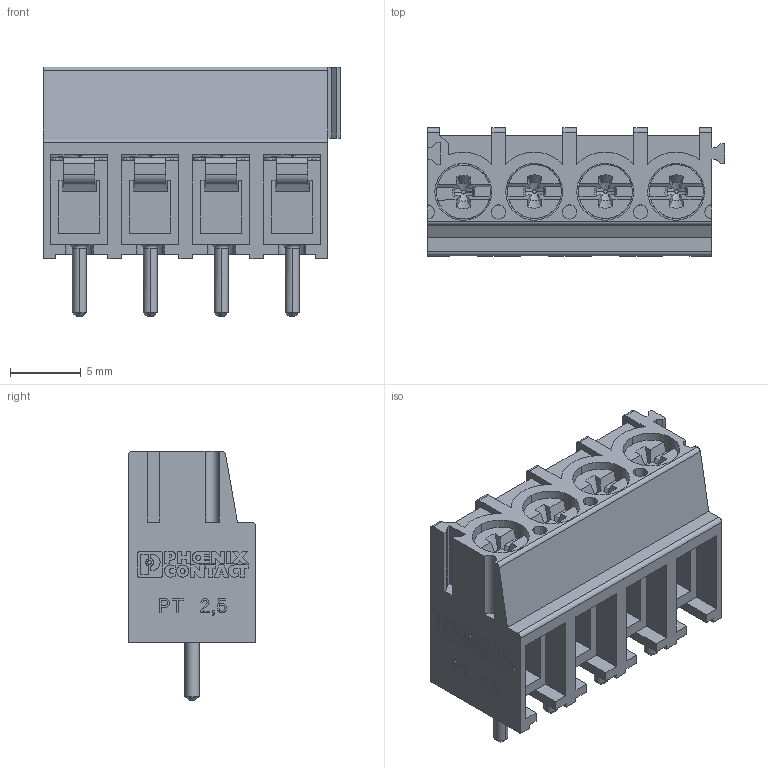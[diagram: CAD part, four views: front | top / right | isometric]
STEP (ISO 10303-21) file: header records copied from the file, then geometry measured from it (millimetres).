
FILE_DESCRIPTION(('STEP AP214'),'1');
FILE_NAME('cctmp_FE48ECC7-C248-4C7C-B888-73F32F807B7D_2023_03_20_10_21_34_0095_12476..stp','2023-03-20T10:21:34',('PHOENIX CONTACT Deutschland GmbH'),('CADClick - www.CADClick.com'),'Spatial InterOp 3D',' ','unknown authorization');
FILE_SCHEMA(('AUTOMOTIVE_DESIGN'));
Length unit declared in the file: millimetre
Products named in the file (10): 2023_03_20_10_21_33_0658; 2023_03_20_10_21_34_0095; 2023_03_20_10_21_34_0080; 2023_03_20_10_21_34_0064; 2023_03_20_10_21_34_0048; 2023_03_20_10_21_34_0033; 2023_03_20_10_21_34_0017; 2023_03_20_10_21_34_0002; 2023_03_20_10_21_33_0986; 2023_03_20_10_21_33_0955
Assembly tree (9 placements, depth 2):
  2023_03_20_10_21_33_0658
    2023_03_20_10_21_34_0095
    2023_03_20_10_21_34_0080
    2023_03_20_10_21_34_0064
    2023_03_20_10_21_34_0048
    2023_03_20_10_21_34_0033
    2023_03_20_10_21_34_0017
    2023_03_20_10_21_34_0002
    2023_03_20_10_21_33_0986
    2023_03_20_10_21_33_0955
Bounding box: 20.94 x 9 x 17.6 mm (x, y, z)
Volume: 1468.8 mm3; surface area: 3419.8 mm2
Topology: 9 solids, 9 shells, 935 faces, 2656 edges, 1764 vertices
Faces by surface type: plane 588, cylinder 244, cone 64, bspline 27, torus 12
Entity records: 63312 total; most frequent: CARTESIAN_POINT 11352, ORIENTED_EDGE 5312, DIRECTION 4904, STYLED_ITEM 4887, PRESENTATION_STYLE_ASSIGNMENT 4887, COLOUR_RGB 4887, EDGE_CURVE 2656, CURVE_STYLE 2497
